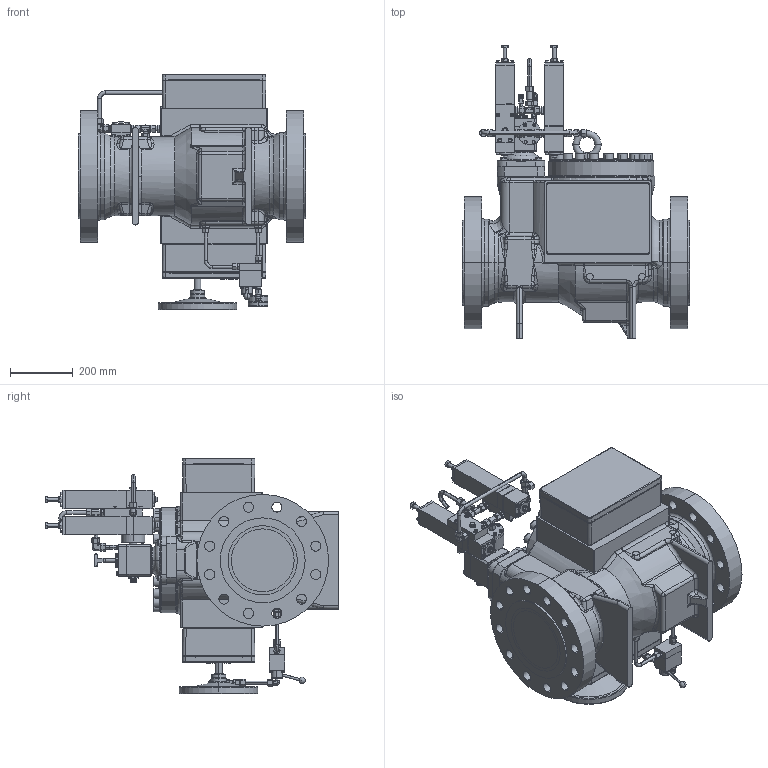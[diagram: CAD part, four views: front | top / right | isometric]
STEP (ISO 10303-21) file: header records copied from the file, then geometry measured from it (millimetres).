
FILE_DESCRIPTION (( 'STEP AP203' ), '1' );
FILE_NAME ('HON711-DN200-HON910a-HOM670-K18-K19-links.STEP', '2020-03-02T10:27:52', ( '' ), ( '' ), 'SwSTEP 2.0', 'SolidWorks 2017', '' );
FILE_SCHEMA (( 'CONFIG_CONTROL_DESIGN' ));
Products named in the file (1): HON711-DN200-HON910a-HOM670-K18-K19-links
Bounding box: 725 x 933.82 x 750 mm (x, y, z)
Volume: 115137052.2 mm3; surface area: 2844709.1 mm2
Topology: 2 solids, 2 shells, 3823 faces, 8865 edges, 5258 vertices
Faces by surface type: plane 1424, cylinder 967, cone 755, bspline 399, torus 242, sphere 36
Entity records: 134363 total; most frequent: CARTESIAN_POINT 51030, ORIENTED_EDGE 17560, DIRECTION 16943, EDGE_CURVE 8780, AXIS2_PLACEMENT_3D 6771, VERTEX_POINT 5255, EDGE_LOOP 4237, ADVANCED_FACE 3823
